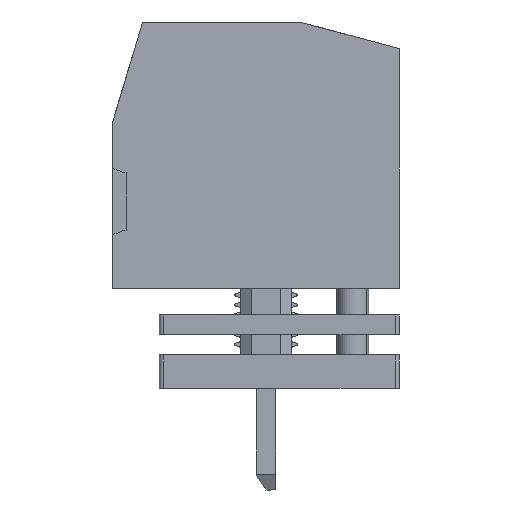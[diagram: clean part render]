
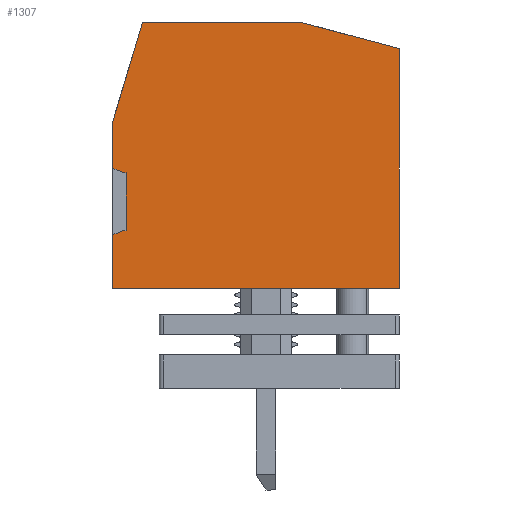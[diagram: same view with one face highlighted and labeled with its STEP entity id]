
A CAD part, left-side view. The second image highlights one B-rep face of the part: STEP entity #1307.
In plain terms, the highlighted planar face has unit normal (-1, 0, 0).
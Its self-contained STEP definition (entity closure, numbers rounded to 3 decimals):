
#1258=AXIS2_PLACEMENT_3D('Plane Axis2P3D',#1255,#1256,#1257) ;
#40=CARTESIAN_POINT('Vertex',(0.,0.,33.14)) ;
#45=CARTESIAN_POINT('Line Origine',(0.,0.,24.14)) ;
#49=CARTESIAN_POINT('Vertex',(0.,0.,15.14)) ;
#327=CARTESIAN_POINT('Line Origine',(0.,10.75,15.14)) ;
#331=CARTESIAN_POINT('Vertex',(0.,21.5,15.14)) ;
#501=CARTESIAN_POINT('Vertex',(0.,21.5,27.68)) ;
#504=CARTESIAN_POINT('Line Origine',(0.,20.385,31.41)) ;
#508=CARTESIAN_POINT('Vertex',(0.,19.27,35.14)) ;
#659=CARTESIAN_POINT('Vertex',(0.,7.46,35.14)) ;
#662=CARTESIAN_POINT('Line Origine',(0.,3.73,34.14)) ;
#707=CARTESIAN_POINT('Line Origine',(0.,13.365,35.14)) ;
#1224=CARTESIAN_POINT('Vertex',(0.,21.5,19.16)) ;
#1231=CARTESIAN_POINT('Vertex',(0.,21.5,24.15)) ;
#1234=CARTESIAN_POINT('Line Origine',(0.,21.5,25.915)) ;
#1239=CARTESIAN_POINT('Line Origine',(0.,21.5,17.15)) ;
#1255=CARTESIAN_POINT('Axis2P3D Location',(0.,0.,0.)) ;
#1260=CARTESIAN_POINT('Line Origine',(0.,21.1,23.99)) ;
#1264=CARTESIAN_POINT('Vertex',(0.,20.7,23.83)) ;
#1267=CARTESIAN_POINT('Line Origine',(0.,20.6,23.83)) ;
#1271=CARTESIAN_POINT('Vertex',(0.,20.5,23.83)) ;
#1274=CARTESIAN_POINT('Line Origine',(0.,20.5,21.655)) ;
#1278=CARTESIAN_POINT('Vertex',(0.,20.5,19.48)) ;
#1281=CARTESIAN_POINT('Line Origine',(0.,20.6,19.48)) ;
#1285=CARTESIAN_POINT('Vertex',(0.,20.7,19.48)) ;
#1288=CARTESIAN_POINT('Line Origine',(0.,21.1,19.32)) ;
#46=DIRECTION('Vector Direction',(0.,0.,1.)) ;
#328=DIRECTION('Vector Direction',(0.,-1.,0.)) ;
#505=DIRECTION('Vector Direction',(0.,0.286,-0.958)) ;
#663=DIRECTION('Vector Direction',(0.,0.966,0.259)) ;
#708=DIRECTION('Vector Direction',(0.,1.,0.)) ;
#1235=DIRECTION('Vector Direction',(0.,0.,-1.)) ;
#1240=DIRECTION('Vector Direction',(0.,0.,-1.)) ;
#1256=DIRECTION('Axis2P3D Direction',(1.,-0.,0.)) ;
#1257=DIRECTION('Axis2P3D XDirection',(0.,0.,-1.)) ;
#1261=DIRECTION('Vector Direction',(0.,0.928,0.371)) ;
#1268=DIRECTION('Vector Direction',(0.,1.,0.)) ;
#1275=DIRECTION('Vector Direction',(0.,0.,1.)) ;
#1282=DIRECTION('Vector Direction',(0.,-1.,0.)) ;
#1289=DIRECTION('Vector Direction',(0.,-0.928,0.371)) ;
#47=VECTOR('Line Direction',#46,1.) ;
#329=VECTOR('Line Direction',#328,1.) ;
#506=VECTOR('Line Direction',#505,1.) ;
#664=VECTOR('Line Direction',#663,1.) ;
#709=VECTOR('Line Direction',#708,1.) ;
#1236=VECTOR('Line Direction',#1235,1.) ;
#1241=VECTOR('Line Direction',#1240,1.) ;
#1262=VECTOR('Line Direction',#1261,1.) ;
#1269=VECTOR('Line Direction',#1268,1.) ;
#1276=VECTOR('Line Direction',#1275,1.) ;
#1283=VECTOR('Line Direction',#1282,1.) ;
#1290=VECTOR('Line Direction',#1289,1.) ;
#1294=ORIENTED_EDGE('',*,*,#1266,.F.) ;
#1295=ORIENTED_EDGE('',*,*,#1273,.F.) ;
#1296=ORIENTED_EDGE('',*,*,#1280,.F.) ;
#1297=ORIENTED_EDGE('',*,*,#1287,.F.) ;
#1298=ORIENTED_EDGE('',*,*,#1292,.F.) ;
#1299=ORIENTED_EDGE('',*,*,#1243,.F.) ;
#1300=ORIENTED_EDGE('',*,*,#333,.F.) ;
#1301=ORIENTED_EDGE('',*,*,#51,.F.) ;
#1302=ORIENTED_EDGE('',*,*,#666,.F.) ;
#1303=ORIENTED_EDGE('',*,*,#711,.F.) ;
#1304=ORIENTED_EDGE('',*,*,#510,.F.) ;
#1305=ORIENTED_EDGE('',*,*,#1238,.F.) ;
#1307=ADVANCED_FACE('GH-DE-SMSE WGK 4 VP _NAUO1',(#1306),#1259,.F.) ;
#51=EDGE_CURVE('',#41,#50,#48,.F.) ;
#333=EDGE_CURVE('',#50,#332,#330,.F.) ;
#510=EDGE_CURVE('',#502,#509,#507,.F.) ;
#666=EDGE_CURVE('',#660,#41,#665,.F.) ;
#711=EDGE_CURVE('',#509,#660,#710,.F.) ;
#1238=EDGE_CURVE('',#1232,#502,#1237,.F.) ;
#1243=EDGE_CURVE('',#332,#1225,#1242,.F.) ;
#1266=EDGE_CURVE('',#1265,#1232,#1263,.T.) ;
#1273=EDGE_CURVE('',#1272,#1265,#1270,.T.) ;
#1280=EDGE_CURVE('',#1279,#1272,#1277,.T.) ;
#1287=EDGE_CURVE('',#1286,#1279,#1284,.T.) ;
#1292=EDGE_CURVE('',#1225,#1286,#1291,.T.) ;
#1293=EDGE_LOOP('',(#1294,#1295,#1296,#1297,#1298,#1299,#1300,#1301,#1302,#1303,#1304,#1305)) ;
#1306=FACE_OUTER_BOUND('',#1293,.T.) ;
#48=LINE('Line',#45,#47) ;
#330=LINE('Line',#327,#329) ;
#507=LINE('Line',#504,#506) ;
#665=LINE('Line',#662,#664) ;
#710=LINE('Line',#707,#709) ;
#1237=LINE('Line',#1234,#1236) ;
#1242=LINE('Line',#1239,#1241) ;
#1263=LINE('Line',#1260,#1262) ;
#1270=LINE('Line',#1267,#1269) ;
#1277=LINE('Line',#1274,#1276) ;
#1284=LINE('Line',#1281,#1283) ;
#1291=LINE('Line',#1288,#1290) ;
#1259=PLANE('',#1258) ;
#41=VERTEX_POINT('',#40) ;
#50=VERTEX_POINT('',#49) ;
#332=VERTEX_POINT('',#331) ;
#502=VERTEX_POINT('',#501) ;
#509=VERTEX_POINT('',#508) ;
#660=VERTEX_POINT('',#659) ;
#1225=VERTEX_POINT('',#1224) ;
#1232=VERTEX_POINT('',#1231) ;
#1265=VERTEX_POINT('',#1264) ;
#1272=VERTEX_POINT('',#1271) ;
#1279=VERTEX_POINT('',#1278) ;
#1286=VERTEX_POINT('',#1285) ;
